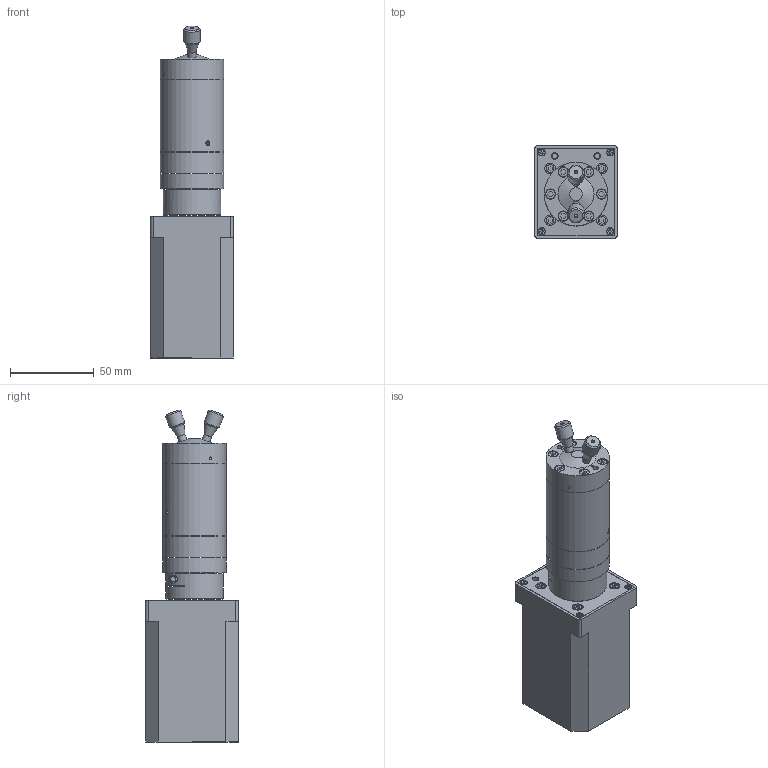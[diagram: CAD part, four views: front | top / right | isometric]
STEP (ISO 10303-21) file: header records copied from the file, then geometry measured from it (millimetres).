
FILE_DESCRIPTION((''),'2;1');
FILE_NAME('312422-CP2-4841-100M1 M6 Pump with stepper motor.stp','2013-08-26T16:30:19',('Franzp'),(''),'Autodesk Inventor 2013','Autodesk Inventor 2013','');
FILE_SCHEMA(('AUTOMOTIVE_DESIGN { 1 0 10303 214 1 1 1 1 }'));
Length unit declared in the file: millimetre
Products named in the file (1): 312422_Shrinkwrap_1
Bounding box: 49.17 x 55.52 x 198.61 mm (x, y, z)
Surface area: 53585 mm2 (no closed solid volume)
Topology: 0 solids, 36 shells, 190 faces, 678 edges, 521 vertices
Faces by surface type: plane 125, cylinder 49, cone 16
Full cylindrical faces by diameter (mm): 1.575 x1, 1.77 x2, 2.156 x2, 2.95 x2, 3.22 x2, 3.302 x2, 3.51 x1, 4.166 x1, 4.6 x4, 4.826 x2, 5.78 x1, 5.94 x1, 6.045 x1, 6.15 x6, 6.35 x4, 9.652 x2, 16.256 x1, 19.05 x1, 19.075 x1, 34.671 x1, 38.1 x4
Entity records: 7645 total; most frequent: CARTESIAN_POINT 1637, DIRECTION 1128, ORIENTED_EDGE 893, EDGE_CURVE 601, VERTEX_POINT 502, VECTOR 418, LINE 418, AXIS2_PLACEMENT_3D 355
